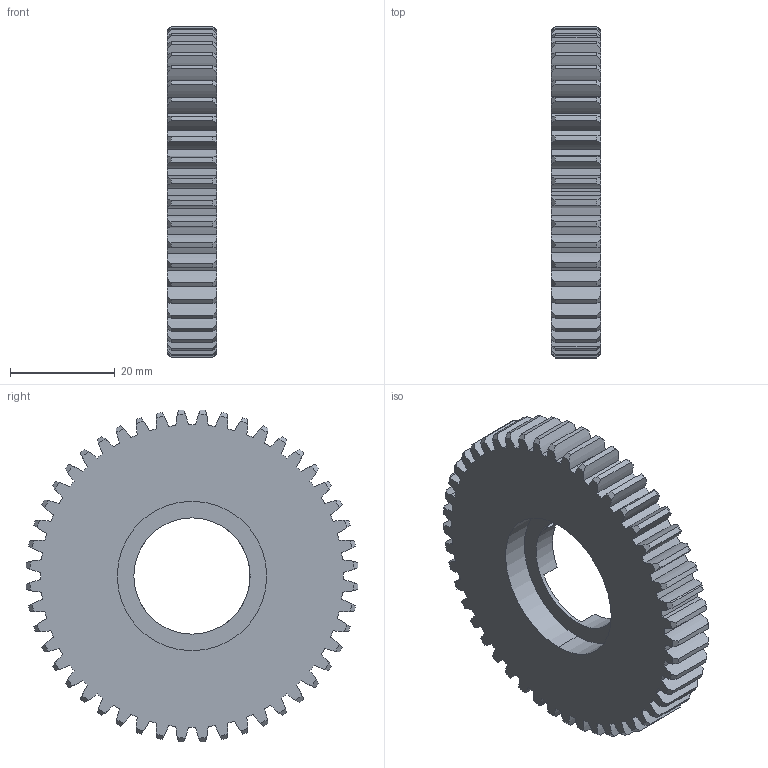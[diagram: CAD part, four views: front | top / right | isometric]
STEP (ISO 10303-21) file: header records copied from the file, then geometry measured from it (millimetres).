
FILE_DESCRIPTION (( 'STEP AP214' ), '1' );
FILE_NAME ('am-0022 Large Output Gear, 48 Tooth.STEP', '2018-06-18T12:21:13', ( '' ), ( '' ), 'SwSTEP 2.0', 'SolidWorks 2017', '' );
FILE_SCHEMA (( 'AUTOMOTIVE_DESIGN' ));
Length unit declared in the file: inch
Products named in the file (1): am-0022 Large Output Gear, 48 Tooth
Bounding box: 9.53 x 63.42 x 63.42 mm (x, y, z)
Volume: 16454.5 mm3; surface area: 10252.8 mm2
Topology: 1 solids, 1 shells, 323 faces, 957 edges, 638 vertices
Faces by surface type: cylinder 214, cone 96, plane 13
Entity records: 11337 total; most frequent: CARTESIAN_POINT 2507, DIRECTION 1935, ORIENTED_EDGE 1914, EDGE_CURVE 957, AXIS2_PLACEMENT_3D 850, VERTEX_POINT 638, CIRCLE 526, EDGE_LOOP 327
